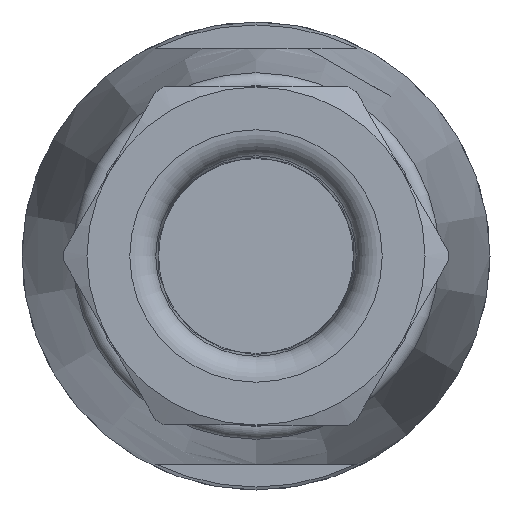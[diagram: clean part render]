
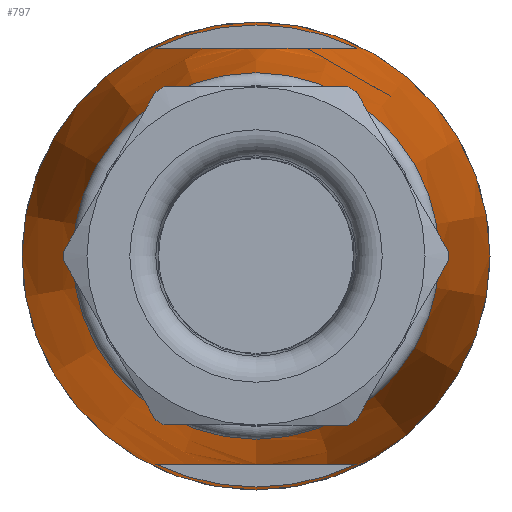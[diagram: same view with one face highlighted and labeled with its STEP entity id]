
A CAD part, left-side view. The second image highlights one B-rep face of the part: STEP entity #797.
In plain terms, the highlighted conical face has half-angle 6.52 degrees and reference radius 9 mm.
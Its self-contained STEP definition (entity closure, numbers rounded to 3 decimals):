
#603=CONICAL_SURFACE('',#2481,9.,6.52);
#797=ADVANCED_FACE('',(#1169,#1170,#1171,#1172),#603,.T.);
#1134=B_SPLINE_CURVE_WITH_KNOTS('',3,(#3807,#3808,#3809,#3810,#3811,#3812,
#3813,#3814,#3815,#3816,#3817,#3818,#3819,#3820,#3821,#3822,#3823,#3824),
 .UNSPECIFIED.,.F.,.F.,(4,2,2,2,2,2,2,2,4),(0.,0.25,0.375,0.438,0.5,0.563,
0.625,0.75,1.),.UNSPECIFIED.);
#1135=B_SPLINE_CURVE_WITH_KNOTS('',3,(#3828,#3829,#3830,#3831,#3832,#3833,
#3834,#3835,#3836,#3837,#3838,#3839,#3840,#3841,#3842,#3843,#3844,#3845),
 .UNSPECIFIED.,.F.,.F.,(4,2,2,2,2,2,2,2,4),(0.,0.25,0.375,0.438,0.5,0.563,
0.625,0.75,1.),.UNSPECIFIED.);
#1169=FACE_BOUND('',#1272,.T.);
#1170=FACE_BOUND('',#1273,.T.);
#1171=FACE_BOUND('',#1274,.T.);
#1172=FACE_BOUND('',#1275,.T.);
#1272=EDGE_LOOP('',(#1542));
#1273=EDGE_LOOP('',(#1543));
#1274=EDGE_LOOP('',(#1544,#1545));
#1275=EDGE_LOOP('',(#1546,#1547));
#1542=ORIENTED_EDGE('',*,*,#2119,.T.);
#1543=ORIENTED_EDGE('',*,*,#2120,.F.);
#1544=ORIENTED_EDGE('',*,*,#2121,.T.);
#1545=ORIENTED_EDGE('',*,*,#2122,.T.);
#1546=ORIENTED_EDGE('',*,*,#2123,.F.);
#1547=ORIENTED_EDGE('',*,*,#2124,.F.);
#1924=VERTEX_POINT('',#3804);
#1925=VERTEX_POINT('',#3806);
#1926=VERTEX_POINT('',#3825);
#1927=VERTEX_POINT('',#3826);
#1928=VERTEX_POINT('',#3846);
#1929=VERTEX_POINT('',#3847);
#2119=EDGE_CURVE('',#1924,#1924,#2340,.T.);
#2120=EDGE_CURVE('',#1925,#1925,#2341,.T.);
#2121=EDGE_CURVE('',#1926,#1927,#1134,.T.);
#2122=EDGE_CURVE('',#1927,#1926,#2342,.T.);
#2123=EDGE_CURVE('',#1928,#1929,#1135,.T.);
#2124=EDGE_CURVE('',#1929,#1928,#2343,.T.);
#2340=CIRCLE('',#2477,9.);
#2341=CIRCLE('',#2478,7.051);
#2342=CIRCLE('',#2479,8.886);
#2343=CIRCLE('',#2480,8.886);
#2477=AXIS2_PLACEMENT_3D('',#3803,#2798,#2799);
#2478=AXIS2_PLACEMENT_3D('',#3805,#2800,#2801);
#2479=AXIS2_PLACEMENT_3D('',#3827,#2802,#2803);
#2480=AXIS2_PLACEMENT_3D('',#3848,#2804,#2805);
#2481=AXIS2_PLACEMENT_3D('',#3849,#2806,#2807);
#2798=DIRECTION('',(-1.,0.,0.));
#2799=DIRECTION('',(0.,0.,-1.));
#2800=DIRECTION('',(-1.,0.,0.));
#2801=DIRECTION('',(0.,0.,-1.));
#2802=DIRECTION('',(1.,0.,0.));
#2803=DIRECTION('',(0.,-1.,0.));
#2804=DIRECTION('',(-1.,0.,0.));
#2805=DIRECTION('',(0.,1.,0.));
#2806=DIRECTION('',(1.,0.,0.));
#2807=DIRECTION('',(0.,0.,1.));
#3803=CARTESIAN_POINT('',(-0.5,0.,0.));
#3804=CARTESIAN_POINT('',(-0.5,0.,-9.));
#3805=CARTESIAN_POINT('',(-17.557,0.,0.));
#3806=CARTESIAN_POINT('',(-17.557,0.,-7.051));
#3807=CARTESIAN_POINT('',(-1.5,3.867,-8.));
#3808=CARTESIAN_POINT('',(-2.925,3.493,-8.));
#3809=CARTESIAN_POINT('',(-4.341,3.088,-8.));
#3810=CARTESIAN_POINT('',(-6.42,2.311,-8.));
#3811=CARTESIAN_POINT('',(-7.115,2.023,-8.));
#3812=CARTESIAN_POINT('',(-8.091,1.473,-8.));
#3813=CARTESIAN_POINT('',(-8.405,1.272,-8.));
#3814=CARTESIAN_POINT('',(-8.962,0.769,-8.));
#3815=CARTESIAN_POINT('',(-9.222,0.445,-8.));
#3816=CARTESIAN_POINT('',(-9.274,-0.324,-8.));
#3817=CARTESIAN_POINT('',(-9.041,-0.673,-8.));
#3818=CARTESIAN_POINT('',(-8.5,-1.203,-8.));
#3819=CARTESIAN_POINT('',(-8.18,-1.416,-8.));
#3820=CARTESIAN_POINT('',(-7.205,-1.983,-8.));
#3821=CARTESIAN_POINT('',(-6.506,-2.276,-8.));
#3822=CARTESIAN_POINT('',(-4.392,-3.074,-8.));
#3823=CARTESIAN_POINT('',(-2.95,-3.487,-8.));
#3824=CARTESIAN_POINT('',(-1.5,-3.867,-8.));
#3825=CARTESIAN_POINT('',(-1.5,3.867,-8.));
#3826=CARTESIAN_POINT('',(-1.5,-3.867,-8.));
#3827=CARTESIAN_POINT('',(-1.5,0.,0.));
#3828=CARTESIAN_POINT('',(-1.5,3.867,8.));
#3829=CARTESIAN_POINT('',(-2.925,3.493,8.));
#3830=CARTESIAN_POINT('',(-4.341,3.088,8.));
#3831=CARTESIAN_POINT('',(-6.42,2.311,8.));
#3832=CARTESIAN_POINT('',(-7.115,2.023,8.));
#3833=CARTESIAN_POINT('',(-8.091,1.473,8.));
#3834=CARTESIAN_POINT('',(-8.405,1.272,8.));
#3835=CARTESIAN_POINT('',(-8.962,0.769,8.));
#3836=CARTESIAN_POINT('',(-9.222,0.445,8.));
#3837=CARTESIAN_POINT('',(-9.274,-0.324,8.));
#3838=CARTESIAN_POINT('',(-9.041,-0.673,8.));
#3839=CARTESIAN_POINT('',(-8.5,-1.203,8.));
#3840=CARTESIAN_POINT('',(-8.18,-1.416,8.));
#3841=CARTESIAN_POINT('',(-7.205,-1.983,8.));
#3842=CARTESIAN_POINT('',(-6.506,-2.276,8.));
#3843=CARTESIAN_POINT('',(-4.392,-3.074,8.));
#3844=CARTESIAN_POINT('',(-2.95,-3.487,8.));
#3845=CARTESIAN_POINT('',(-1.5,-3.867,8.));
#3846=CARTESIAN_POINT('',(-1.5,3.867,8.));
#3847=CARTESIAN_POINT('',(-1.5,-3.867,8.));
#3848=CARTESIAN_POINT('',(-1.5,0.,0.));
#3849=CARTESIAN_POINT('',(-0.5,0.,0.));
